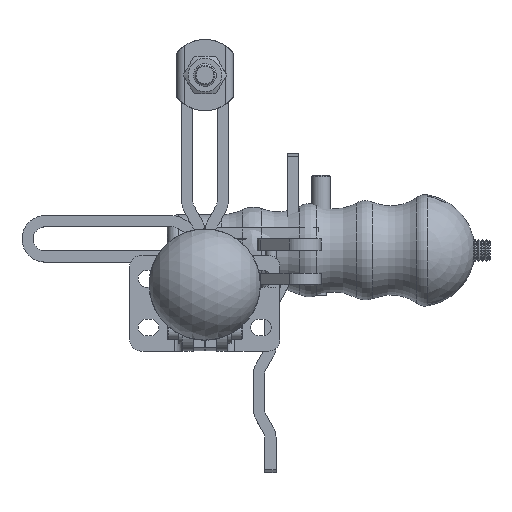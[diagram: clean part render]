
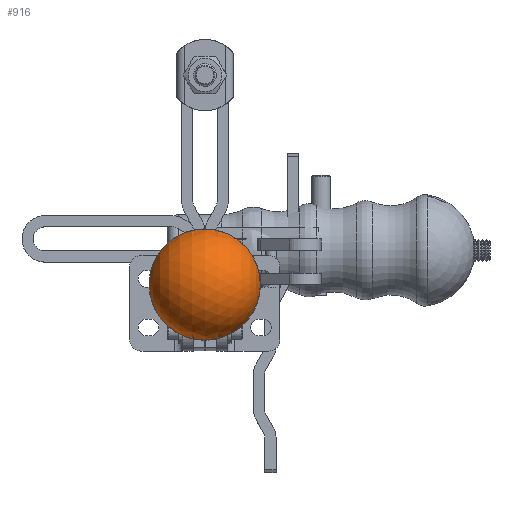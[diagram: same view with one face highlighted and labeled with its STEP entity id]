
A CAD part, top view. The second image highlights one B-rep face of the part: STEP entity #916.
In plain terms, the highlighted spherical face has radius 15 mm.
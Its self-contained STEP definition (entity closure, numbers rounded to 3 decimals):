
#916 = ADVANCED_FACE( '', ( #2266 ), #2267, .T. );
#2266 = FACE_OUTER_BOUND( '', #4264, .T. );
#2267 = SPHERICAL_SURFACE( '', #4265, 15. );
#4264 = EDGE_LOOP( '', ( #6789 ) );
#4265 = AXIS2_PLACEMENT_3D( '', #6790, #6791, #6792 );
#6789 = ORIENTED_EDGE( '', *, *, #10232, .T. );
#6790 = CARTESIAN_POINT( '', ( 26., 0., 0. ) );
#6791 = DIRECTION( '', ( 0., 0., 1. ) );
#6792 = DIRECTION( '', ( 1., 0., 0. ) );
#10232 = EDGE_CURVE( '', #12056, #12056, #12057, .T. );
#12056 = VERTEX_POINT( '', #14704 );
#12057 = CIRCLE( '', #14705, 14.794 );
#14704 = CARTESIAN_POINT( '', ( 28.478, 14.794, 0. ) );
#14705 = AXIS2_PLACEMENT_3D( '', #17302, #17303, #17304 );
#17302 = CARTESIAN_POINT( '', ( 28.478, 0., 0. ) );
#17303 = DIRECTION( '', ( 1., 0., 0. ) );
#17304 = DIRECTION( '', ( 0., 1., 0. ) );
